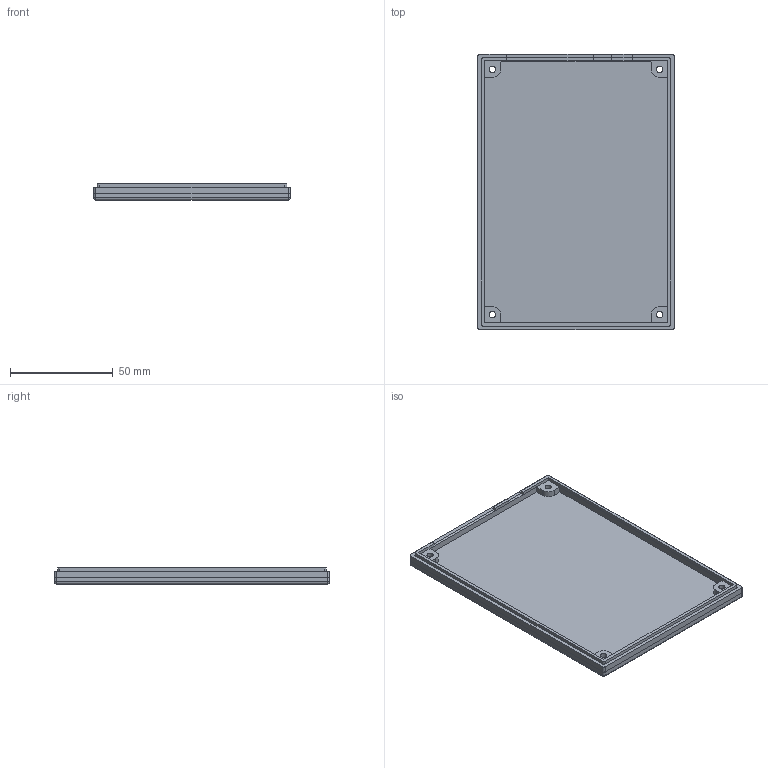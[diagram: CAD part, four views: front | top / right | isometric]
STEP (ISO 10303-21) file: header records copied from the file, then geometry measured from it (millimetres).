
FILE_DESCRIPTION(('FreeCAD Model'),'2;1');
FILE_NAME('Open CASCADE Shape Model','2022-08-26T11:51:25',(''),(''), 'Open CASCADE STEP processor 7.5','FreeCAD','Unknown');
FILE_SCHEMA(('AUTOMOTIVE_DESIGN { 1 0 10303 214 1 1 1 1 }'));
Length unit declared in the file: millimetre
Products named in the file (1): OuterEdgeFillet
Bounding box: 95.7 x 133.8 x 7.8 mm (x, y, z)
Volume: 46129.9 mm3; surface area: 31128.1 mm2
Topology: 1 solids, 1 shells, 114 faces, 276 edges, 168 vertices
Faces by surface type: plane 82, cylinder 28, sphere 4
Full cylindrical faces by diameter (mm): 3.1 x4, 13 x4
Entity records: 6757 total; most frequent: CARTESIAN_POINT 1153, DIRECTION 1049, LINE 680, VECTOR 680, ORIENTED_EDGE 544, PCURVE 544, DEFINITIONAL_REPRESENTATION 544, EDGE_CURVE 272
